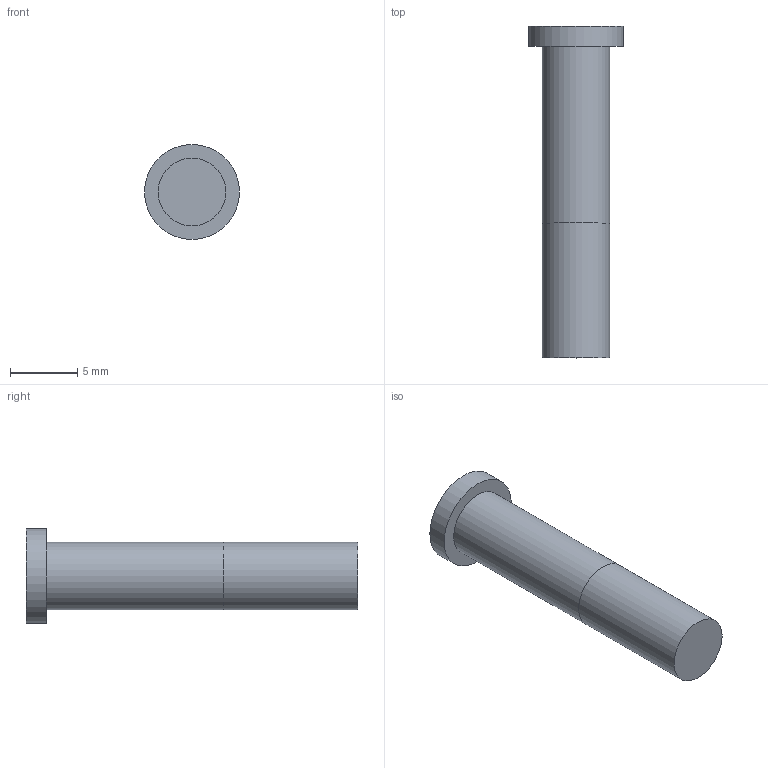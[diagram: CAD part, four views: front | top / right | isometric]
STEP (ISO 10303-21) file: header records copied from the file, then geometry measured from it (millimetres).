
FILE_DESCRIPTION(('FreeCAD Model'),'2;1');
FILE_NAME('Open CASCADE Shape Model','2024-02-25T18:53:26',(''),(''), 'Open CASCADE STEP processor 7.6','FreeCAD','Unknown');
FILE_SCHEMA(('AUTOMOTIVE_DESIGN { 1 0 10303 214 1 1 1 1 }'));
Length unit declared in the file: millimetre
Products named in the file (1): Pusher
Bounding box: 7.04 x 24.6 x 7.04 mm (x, y, z)
Volume: 519.2 mm3; surface area: 476.8 mm2
Topology: 1 solids, 1 shells, 6 faces, 8 edges, 5 vertices
Faces by surface type: plane 3, cylinder 3
Full cylindrical faces by diameter (mm): 5.04 x2, 7.04 x1
Entity records: 264 total; most frequent: CARTESIAN_POINT 54, DIRECTION 40, ORIENTED_EDGE 16, PCURVE 16, DEFINITIONAL_REPRESENTATION 16, LINE 15, VECTOR 15, AXIS2_PLACEMENT_3D 12
